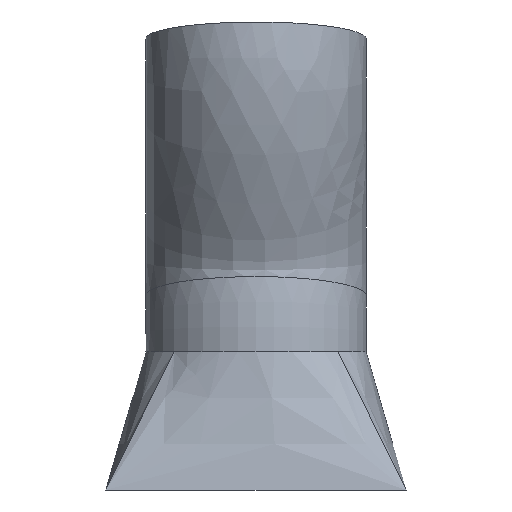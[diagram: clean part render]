
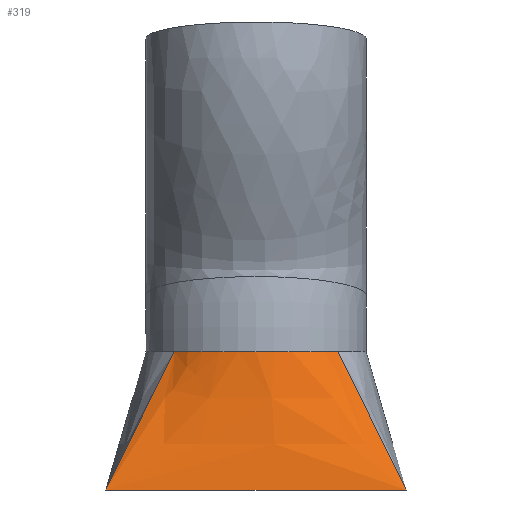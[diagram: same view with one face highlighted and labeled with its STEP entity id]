
A CAD part, front view. The second image highlights one B-rep face of the part: STEP entity #319.
In plain terms, the highlighted free-form (B-spline) face has degree [3, 3] with [7, 4] control points.
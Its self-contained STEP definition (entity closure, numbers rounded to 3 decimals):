
#19=LINE('',#1613,#31);
#23=LINE('',#1647,#35);
#24=LINE('',#1648,#36);
#31=VECTOR('',#391,10.);
#35=VECTOR('',#395,48.125);
#36=VECTOR('',#396,48.125);
#58=CIRCLE('',#349,32.);
#77=FACE_OUTER_BOUND('',#99,.T.);
#99=EDGE_LOOP('',(#273,#274,#275,#276));
#141=VERTEX_POINT('',#1455);
#142=VERTEX_POINT('',#1457);
#148=VERTEX_POINT('',#1611);
#149=VERTEX_POINT('',#1612);
#179=EDGE_CURVE('',#141,#142,#58,.T.);
#190=EDGE_CURVE('',#148,#149,#19,.T.);
#194=EDGE_CURVE('',#149,#142,#23,.T.);
#195=EDGE_CURVE('',#148,#141,#24,.T.);
#273=ORIENTED_EDGE('',*,*,#190,.T.);
#274=ORIENTED_EDGE('',*,*,#194,.T.);
#275=ORIENTED_EDGE('',*,*,#179,.F.);
#276=ORIENTED_EDGE('',*,*,#195,.F.);
#299=B_SPLINE_SURFACE_WITH_KNOTS('',3,3,((#1619,#1620,#1621,#1622),(#1623,
#1624,#1625,#1626),(#1627,#1628,#1629,#1630),(#1631,#1632,#1633,#1634),
(#1635,#1636,#1637,#1638),(#1639,#1640,#1641,#1642),(#1643,#1644,#1645,
#1646)),.UNSPECIFIED.,.F.,.F.,.F.,(4,1,1,1,4),(4,4),(0.,0.286,
0.571,0.857,1.),(0.,1.),.UNSPECIFIED.);
#319=ADVANCED_FACE('',(#77),#299,.T.);
#349=AXIS2_PLACEMENT_3D('',#1458,#379,#380);
#379=DIRECTION('center_axis',(0.,0.,1.));
#380=DIRECTION('ref_axis',(1.,0.,0.));
#391=DIRECTION('',(1.,0.,0.));
#395=DIRECTION('',(-0.412,0.374,0.831));
#396=DIRECTION('',(0.412,0.374,0.831));
#1455=CARTESIAN_POINT('',(-23.69,-21.512,0.));
#1457=CARTESIAN_POINT('',(23.69,-21.512,0.));
#1458=CARTESIAN_POINT('Origin',(0.,0.,0.));
#1611=CARTESIAN_POINT('',(-43.5,-39.5,-40.));
#1612=CARTESIAN_POINT('',(43.5,-39.5,-40.));
#1613=CARTESIAN_POINT('',(-43.5,-39.5,-40.));
#1619=CARTESIAN_POINT('Ctrl Pts',(-43.5,-39.5,-40.));
#1620=CARTESIAN_POINT('Ctrl Pts',(-36.897,-33.504,-26.667));
#1621=CARTESIAN_POINT('Ctrl Pts',(-30.294,-27.508,-13.333));
#1622=CARTESIAN_POINT('Ctrl Pts',(-23.69,-21.512,0.));
#1623=CARTESIAN_POINT('Ctrl Pts',(-35.214,-39.5,-40.));
#1624=CARTESIAN_POINT('Ctrl Pts',(-30.236,-34.759,-26.667));
#1625=CARTESIAN_POINT('Ctrl Pts',(-25.253,-30.015,-13.333));
#1626=CARTESIAN_POINT('Ctrl Pts',(-20.275,-25.273,0.));
#1627=CARTESIAN_POINT('Ctrl Pts',(-18.643,-39.5,-40.));
#1628=CARTESIAN_POINT('Ctrl Pts',(-16.302,-36.712,-26.667));
#1629=CARTESIAN_POINT('Ctrl Pts',(-13.962,-33.924,-13.333));
#1630=CARTESIAN_POINT('Ctrl Pts',(-11.622,-31.136,0.));
#1631=CARTESIAN_POINT('Ctrl Pts',(6.214,-39.5,-40.));
#1632=CARTESIAN_POINT('Ctrl Pts',(5.459,-37.334,-26.667));
#1633=CARTESIAN_POINT('Ctrl Pts',(4.705,-35.167,-13.333));
#1634=CARTESIAN_POINT('Ctrl Pts',(3.949,-33.001,0.));
#1635=CARTESIAN_POINT('Ctrl Pts',(26.929,-39.5,-40.));
#1636=CARTESIAN_POINT('Ctrl Pts',(23.35,-35.81,-26.667));
#1637=CARTESIAN_POINT('Ctrl Pts',(19.768,-32.119,-13.333));
#1638=CARTESIAN_POINT('Ctrl Pts',(16.189,-28.429,0.));
#1639=CARTESIAN_POINT('Ctrl Pts',(39.357,-39.5,-40.));
#1640=CARTESIAN_POINT('Ctrl Pts',(33.565,-34.13,-26.667));
#1641=CARTESIAN_POINT('Ctrl Pts',(27.775,-28.763,-13.333));
#1642=CARTESIAN_POINT('Ctrl Pts',(21.983,-23.393,0.));
#1643=CARTESIAN_POINT('Ctrl Pts',(43.5,-39.5,-40.));
#1644=CARTESIAN_POINT('Ctrl Pts',(36.897,-33.504,-26.667));
#1645=CARTESIAN_POINT('Ctrl Pts',(30.294,-27.508,-13.333));
#1646=CARTESIAN_POINT('Ctrl Pts',(23.69,-21.512,0.));
#1647=CARTESIAN_POINT('',(43.5,-39.5,-40.));
#1648=CARTESIAN_POINT('',(-43.5,-39.5,-40.));
